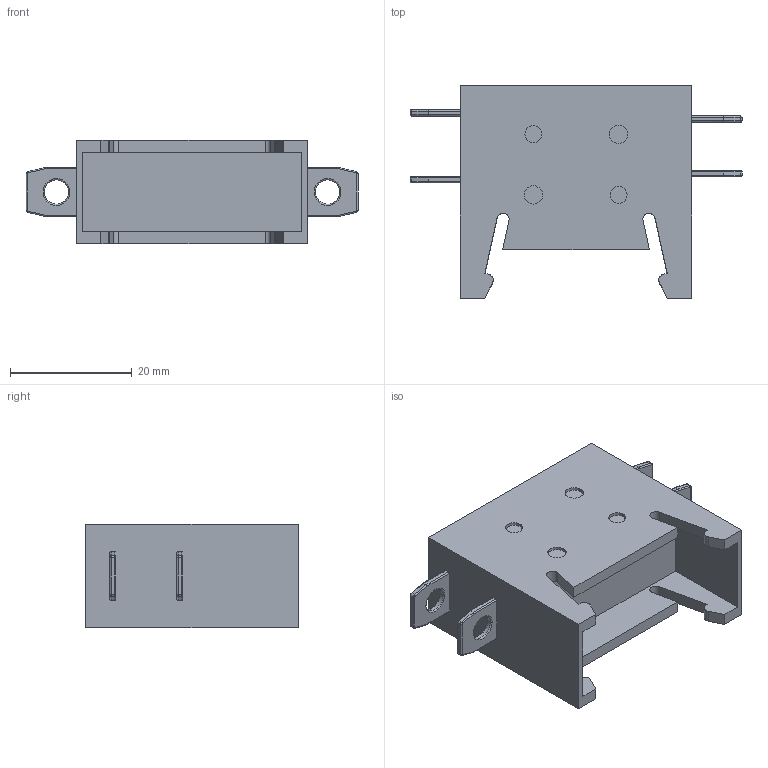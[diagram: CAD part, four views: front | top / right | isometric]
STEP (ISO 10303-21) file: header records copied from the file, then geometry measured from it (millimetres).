
FILE_DESCRIPTION((''),'2;1');
FILE_NAME('X_ASM','2022-05-05T09:39:55',('klemen.sitar'),('Audax d.o.o.'),'CREO PARAMETRIC BY PTC INC, 2021304','CREO PARAMETRIC BY PTC INC, 2021304','');
FILE_SCHEMA(('AP242_MANAGED_MODEL_BASED_3D_ENGINEERING_MIM_LF { 1 0 10303 442 1 1 4 }'));
Length unit declared in the file: millimetre
Products named in the file (7): PRT0002_1; PRT0003_1_1; PRT0003_1_2; PRT0003_1_3; PRT0003_1_4; ETI_LOGO; X_ASM
Assembly tree (6 placements, depth 2):
  X_ASM
    PRT0002_1
    PRT0003_1_1
    PRT0003_1_2
    PRT0003_1_3
    PRT0003_1_4
    ETI_LOGO
Bounding box: 54.6 x 35 x 17 mm (x, y, z)
Volume: 12812.7 mm3; surface area: 6833.3 mm2
Topology: 8 solids, 8 shells, 295 faces, 779 edges, 518 vertices
Faces by surface type: plane 132, cylinder 129, bspline 16, torus 16, sphere 2
Entity records: 14926 total; most frequent: CARTESIAN_POINT 1920, DIRECTION 1681, ORIENTED_EDGE 1538, PRESENTATION_STYLE_ASSIGNMENT 1089, STYLED_ITEM 1089, CURVE_STYLE 786, EDGE_CURVE 769, AXIS2_PLACEMENT_3D 616
